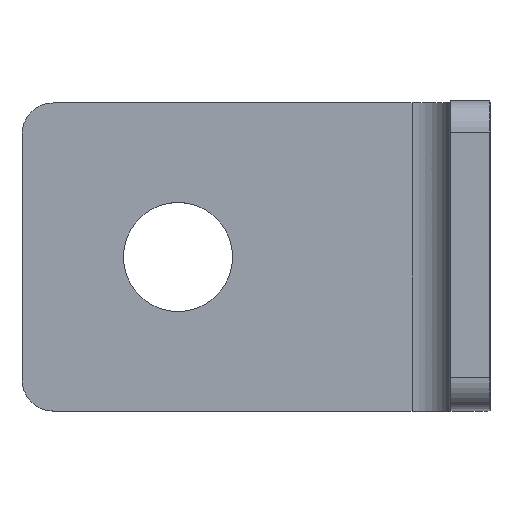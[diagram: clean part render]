
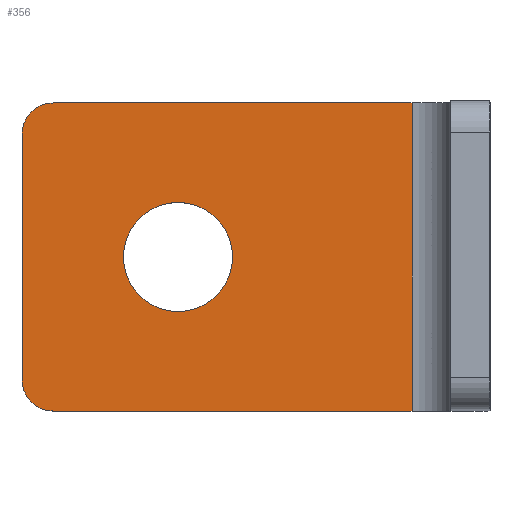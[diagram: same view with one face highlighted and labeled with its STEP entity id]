
A CAD part, top view. The second image highlights one B-rep face of the part: STEP entity #356.
In plain terms, the highlighted planar face has unit normal (0, 0, 1).
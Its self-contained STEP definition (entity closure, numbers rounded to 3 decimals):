
#24=PLANE($,#398);
#29=LINE($,#532,#57);
#35=LINE($,#551,#63);
#51=LINE($,#601,#79);
#52=LINE($,#603,#80);
#57=VECTOR($,#425,46.);
#63=VECTOR($,#443,46.);
#79=VECTOR($,#501,39.5);
#80=VECTOR($,#504,31.5);
#92=FACE_BOUND($,#140,.T.);
#110=FACE_OUTER_BOUND($,#139,.T.);
#139=EDGE_LOOP($,(#320,#321,#322,#323,#324,#325));
#140=EDGE_LOOP($,(#326));
#145=CIRCLE($,#367,4.);
#149=CIRCLE($,#374,4.);
#154=CIRCLE($,#386,7.);
#163=VERTEX_POINT($,#519);
#164=VERTEX_POINT($,#520);
#168=VERTEX_POINT($,#530);
#173=VERTEX_POINT($,#544);
#174=VERTEX_POINT($,#545);
#175=VERTEX_POINT($,#550);
#187=VERTEX_POINT($,#585);
#193=EDGE_CURVE($,#163,#164,#145,.T.);
#199=EDGE_CURVE($,#163,#168,#29,.T.);
#205=EDGE_CURVE($,#173,#174,#149,.T.);
#208=EDGE_CURVE($,#175,#174,#35,.T.);
#225=EDGE_CURVE($,#187,#187,#154,.T.);
#233=EDGE_CURVE($,#168,#175,#51,.T.);
#234=EDGE_CURVE($,#173,#164,#52,.T.);
#320=ORIENTED_EDGE($,*,*,#193,.F.);
#321=ORIENTED_EDGE($,*,*,#199,.T.);
#322=ORIENTED_EDGE($,*,*,#233,.T.);
#323=ORIENTED_EDGE($,*,*,#208,.T.);
#324=ORIENTED_EDGE($,*,*,#205,.F.);
#325=ORIENTED_EDGE($,*,*,#234,.T.);
#326=ORIENTED_EDGE($,*,*,#225,.T.);
#356=ADVANCED_FACE($,(#110,#92),#24,.T.);
#367=AXIS2_PLACEMENT_3D($,#521,#415,#416);
#374=AXIS2_PLACEMENT_3D($,#546,#437,#438);
#386=AXIS2_PLACEMENT_3D($,#586,#476,#477);
#398=AXIS2_PLACEMENT_3D($,#604,#505,#506);
#415=DIRECTION('center_axis',(0.,0.,-1.));
#416=DIRECTION('ref_axis',(-0.707,-0.707,0.));
#425=DIRECTION($,(1.,0.,0.));
#437=DIRECTION('center_axis',(0.,0.,-1.));
#438=DIRECTION('ref_axis',(-0.707,0.707,0.));
#443=DIRECTION($,(-1.,0.,0.));
#476=DIRECTION('center_axis',(0.,0.,-1.));
#477=DIRECTION('ref_axis',(-1.,0.,0.));
#501=DIRECTION($,(0.,1.,0.));
#504=DIRECTION($,(0.,-1.,0.));
#505=DIRECTION('center_axis',(0.,0.,1.));
#506=DIRECTION('ref_axis',(1.,0.,0.));
#519=CARTESIAN_POINT('',(-26.,-19.75,5.));
#520=CARTESIAN_POINT('',(-30.,-15.75,5.));
#521=CARTESIAN_POINT('Origin',(-26.,-15.75,5.));
#530=CARTESIAN_POINT('',(20.,-19.75,5.));
#532=CARTESIAN_POINT($,(30.,-19.75,5.));
#544=CARTESIAN_POINT('',(-30.,15.75,5.));
#545=CARTESIAN_POINT('',(-26.,19.75,5.));
#546=CARTESIAN_POINT('Origin',(-26.,15.75,5.));
#550=CARTESIAN_POINT('',(20.,19.75,5.));
#551=CARTESIAN_POINT($,(-30.,19.75,5.));
#585=CARTESIAN_POINT('',(-3.,0.,5.));
#586=CARTESIAN_POINT('Origin',(-10.,0.,5.));
#601=CARTESIAN_POINT($,(20.,9.875,5.));
#603=CARTESIAN_POINT($,(-30.,-19.75,5.));
#604=CARTESIAN_POINT('Origin',(0.,0.,5.));
